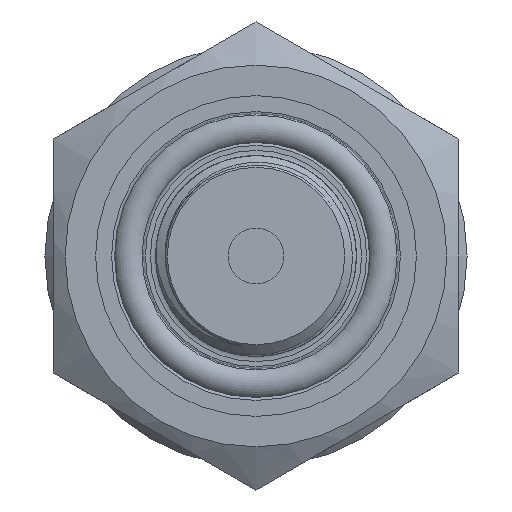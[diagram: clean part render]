
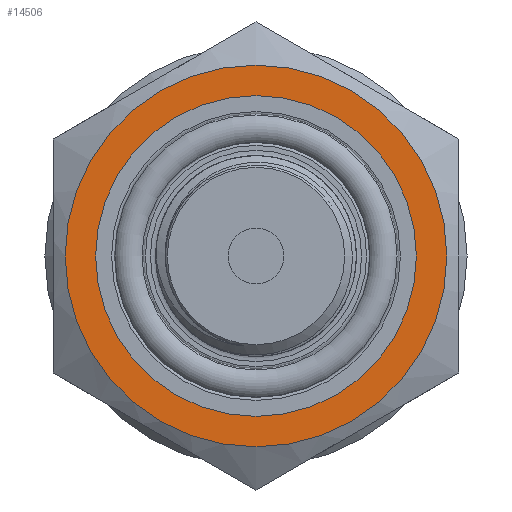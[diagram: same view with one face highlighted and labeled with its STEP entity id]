
A CAD part, left-side view. The second image highlights one B-rep face of the part: STEP entity #14506.
In plain terms, the highlighted planar face has unit normal (-1, 0, 0).
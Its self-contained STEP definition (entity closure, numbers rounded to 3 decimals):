
#165=PLANE('',#15297);
#419=FACE_BOUND('',#1966,.T.);
#1137=FACE_OUTER_BOUND('',#1965,.T.);
#1965=EDGE_LOOP('',(#11363));
#1966=EDGE_LOOP('',(#11364));
#2581=CIRCLE('',#15262,11.3);
#2599=CIRCLE('',#15296,9.5);
#6368=VERTEX_POINT('',#37740);
#6385=VERTEX_POINT('',#39246);
#8167=EDGE_CURVE('',#6368,#6368,#2581,.T.);
#8201=EDGE_CURVE('',#6385,#6385,#2599,.T.);
#11363=ORIENTED_EDGE('',*,*,#8167,.T.);
#11364=ORIENTED_EDGE('',*,*,#8201,.T.);
#14506=ADVANCED_FACE('',(#1137,#419),#165,.T.);
#15262=AXIS2_PLACEMENT_3D('',#37742,#16728,#16729);
#15296=AXIS2_PLACEMENT_3D('',#39247,#16804,#16805);
#15297=AXIS2_PLACEMENT_3D('',#39249,#16807,#16808);
#16728=DIRECTION('center_axis',(-1.,0.,0.));
#16729=DIRECTION('ref_axis',(0.,1.,0.));
#16804=DIRECTION('center_axis',(1.,0.,0.));
#16805=DIRECTION('ref_axis',(0.,0.,-1.));
#16807=DIRECTION('center_axis',(-1.,0.,0.));
#16808=DIRECTION('ref_axis',(0.,0.,1.));
#37740=CARTESIAN_POINT('',(14.,-11.3,0.));
#37742=CARTESIAN_POINT('Origin',(14.,0.,0.));
#39246=CARTESIAN_POINT('',(14.,-9.5,0.));
#39247=CARTESIAN_POINT('Origin',(14.,0.,0.));
#39249=CARTESIAN_POINT('Origin',(14.,12.,0.));
